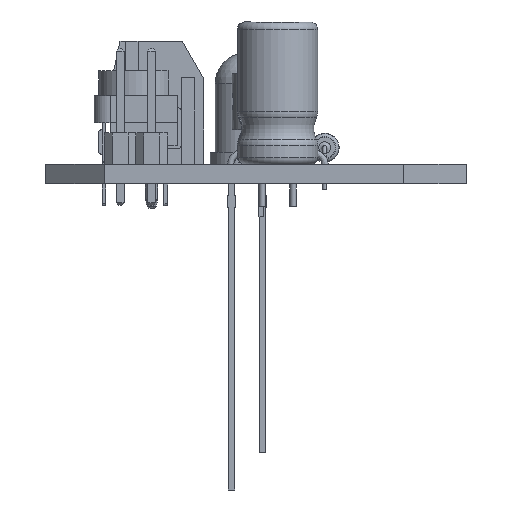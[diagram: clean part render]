
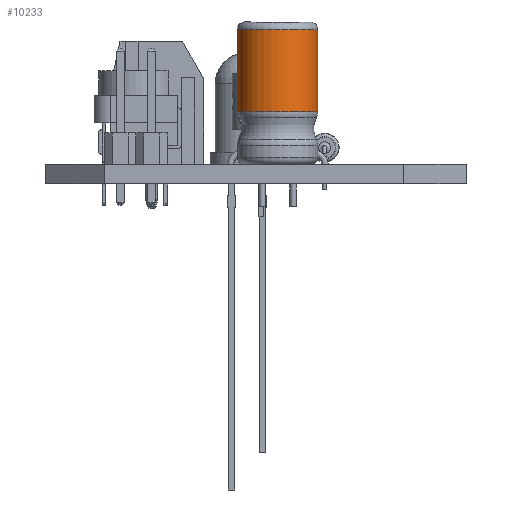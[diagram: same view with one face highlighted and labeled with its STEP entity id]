
A CAD part, left-side view. The second image highlights one B-rep face of the part: STEP entity #10233.
In plain terms, the highlighted cylindrical face has radius 3.25 mm (diameter 6.5 mm), a partial arc.
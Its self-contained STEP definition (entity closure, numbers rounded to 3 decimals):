
#875=FACE_OUTER_BOUND('',#1524,.T.);
#1524=EDGE_LOOP('',(#7333,#7334,#7335,#7336));
#2243=LINE('',#15561,#3170);
#2261=LINE('',#15643,#3188);
#3170=VECTOR('',#12477,6.633);
#3188=VECTOR('',#12553,6.633);
#4007=CIRCLE('',#11117,3.25);
#4008=CIRCLE('',#11118,3.25);
#4541=VERTEX_POINT('',#15558);
#4542=VERTEX_POINT('',#15560);
#4576=VERTEX_POINT('',#15640);
#4577=VERTEX_POINT('',#15642);
#5591=EDGE_CURVE('',#4541,#4542,#2243,.T.);
#5631=EDGE_CURVE('',#4577,#4576,#2261,.T.);
#5639=EDGE_CURVE('',#4576,#4542,#4007,.T.);
#5640=EDGE_CURVE('',#4541,#4577,#4008,.T.);
#7333=ORIENTED_EDGE('',*,*,#5639,.T.);
#7334=ORIENTED_EDGE('',*,*,#5591,.F.);
#7335=ORIENTED_EDGE('',*,*,#5640,.T.);
#7336=ORIENTED_EDGE('',*,*,#5631,.T.);
#9747=CYLINDRICAL_SURFACE('',#11116,3.25);
#10233=ADVANCED_FACE('',(#875),#9747,.T.);
#11116=AXIS2_PLACEMENT_3D('',#15657,#12571,#12572);
#11117=AXIS2_PLACEMENT_3D('',#15658,#12573,#12574);
#11118=AXIS2_PLACEMENT_3D('',#15659,#12575,#12576);
#12477=DIRECTION('',(0.,0.,1.));
#12553=DIRECTION('',(0.,0.,1.));
#12571=DIRECTION('center_axis',(0.,0.,
1.));
#12572=DIRECTION('ref_axis',(-1.,0.,0.));
#12573=DIRECTION('center_axis',(0.,0.,
-1.));
#12574=DIRECTION('ref_axis',(0.985,-0.174,0.));
#12575=DIRECTION('center_axis',(0.,0.,
1.));
#12576=DIRECTION('ref_axis',(0.985,0.174,0.));
#15558=CARTESIAN_POINT('',(3.201,0.564,4.251));
#15560=CARTESIAN_POINT('',(3.201,0.564,10.884));
#15561=CARTESIAN_POINT('',(3.201,0.564,4.251));
#15640=CARTESIAN_POINT('',(3.201,-0.564,10.884));
#15642=CARTESIAN_POINT('',(3.201,-0.564,4.251));
#15643=CARTESIAN_POINT('',(3.201,-0.564,4.251));
#15657=CARTESIAN_POINT('Origin',(0.,0.,-0.016));
#15658=CARTESIAN_POINT('Origin',(0.,0.,
10.884));
#15659=CARTESIAN_POINT('Origin',(0.,0.,
4.251));
